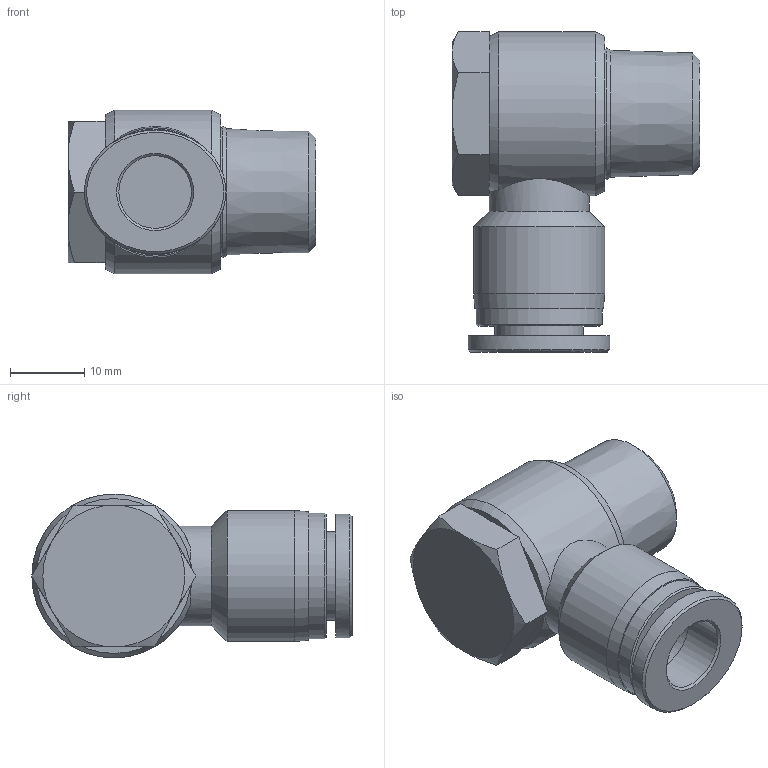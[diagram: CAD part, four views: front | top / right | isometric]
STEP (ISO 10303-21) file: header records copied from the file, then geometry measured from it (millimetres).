
FILE_DESCRIPTION((''),'2;1');
FILE_NAME('PH 3_8-N03U.stp','2016-10-12T10:08:44',('Administrator'),(''),'Autodesk Inventor 2013','Autodesk Inventor 2013','');
FILE_SCHEMA(('CONFIG_CONTROL_DESIGN'));
Length unit declared in the file: millimetre
Products named in the file (4): PH 3_8-N03U; NH BODY NPT3_8; NSE 3_8-03 BODY; SLEEVE N3_8L
Assembly tree (3 placements, depth 2):
  PH 3_8-N03U
    NH BODY NPT3_8
    NSE 3_8-03 BODY
    SLEEVE N3_8L
Bounding box: 33.3 x 43 x 22 mm (x, y, z)
Volume: 16653.2 mm3; surface area: 6661.5 mm2
Topology: 3 solids, 3 shells, 48 faces, 87 edges, 52 vertices
Faces by surface type: plane 20, cone 15, cylinder 11, bspline 2
Full cylindrical faces by diameter (mm): 9.75 x2, 11.9 x1, 13.4 x1, 16.4 x1, 16.9 x1, 17.3 x1, 17.6 x1, 17.7 x1, 19 x1, 22 x1
Entity records: 1297 total; most frequent: CARTESIAN_POINT 352, DIRECTION 191, ORIENTED_EDGE 132, AXIS2_PLACEMENT_3D 89, EDGE_LOOP 77, EDGE_CURVE 66, VERTEX_POINT 51, FACE_OUTER_BOUND 48
